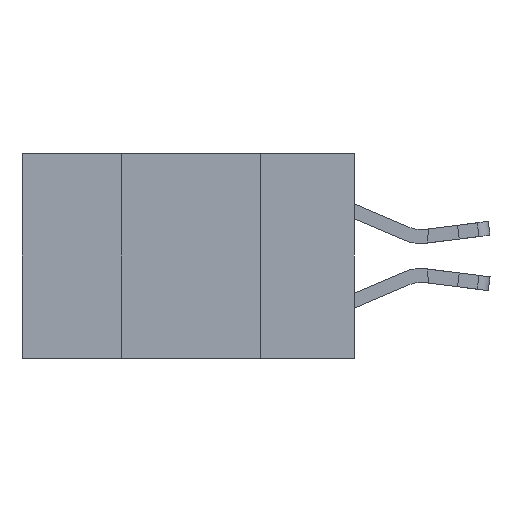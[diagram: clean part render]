
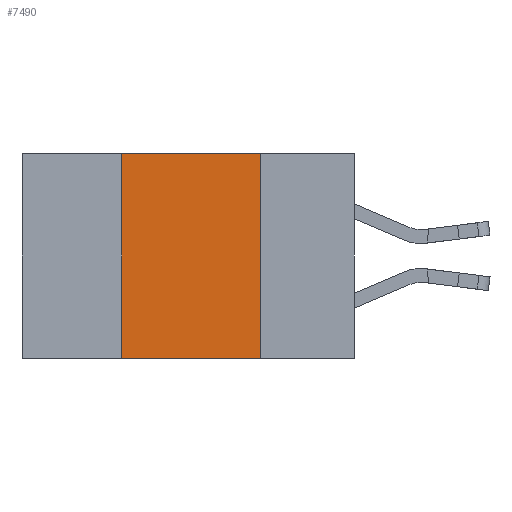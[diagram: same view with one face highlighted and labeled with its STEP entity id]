
A CAD part, left-side view. The second image highlights one B-rep face of the part: STEP entity #7490.
In plain terms, the highlighted planar face has unit normal (-1, 0, 0).
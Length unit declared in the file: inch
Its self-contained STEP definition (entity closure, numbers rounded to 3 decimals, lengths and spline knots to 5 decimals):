
#24 = ORIENTED_EDGE ( 'NONE', *, *, #2484, .F. ) ;
#29 = DIRECTION ( 'NONE',  ( 0., 0., -1. ) ) ;
#128 = LINE ( 'NONE', #7574, #2011 ) ;
#287 = ORIENTED_EDGE ( 'NONE', *, *, #4362, .F. ) ;
#952 = DIRECTION ( 'NONE',  ( 0., 0., -1. ) ) ;
#1362 = FACE_OUTER_BOUND ( 'NONE', #1401, .T. ) ;
#1401 = EDGE_LOOP ( 'NONE', ( #24, #287, #10618, #11522 ) ) ;
#2011 = VECTOR ( 'NONE', #2564, 39.37008 ) ;
#2484 = EDGE_CURVE ( 'NONE', #10179, #5935, #5335, .T. ) ;
#2564 = DIRECTION ( 'NONE',  ( 0., -1., 0. ) ) ;
#3057 = CARTESIAN_POINT ( 'NONE',  ( 0., 0.17, -0.37 ) ) ;
#3323 = VECTOR ( 'NONE', #29, 39.37008 ) ;
#3588 = VECTOR ( 'NONE', #3970, 39.37008 ) ;
#3970 = DIRECTION ( 'NONE',  ( 0., 0., 1. ) ) ;
#4129 = VERTEX_POINT ( 'NONE', #5818 ) ;
#4362 = EDGE_CURVE ( 'NONE', #6245, #10179, #128, .T. ) ;
#4560 = DIRECTION ( 'NONE',  ( 0., -1., 0. ) ) ;
#4655 = CARTESIAN_POINT ( 'NONE',  ( 0., 0.6, -0.37 ) ) ;
#5168 = AXIS2_PLACEMENT_3D ( 'NONE', #6191, #11064, #952 ) ;
#5335 = LINE ( 'NONE', #5973, #3323 ) ;
#5818 = CARTESIAN_POINT ( 'NONE',  ( 0., 0.42, -0.37 ) ) ;
#5935 = VERTEX_POINT ( 'NONE', #3057 ) ;
#5973 = CARTESIAN_POINT ( 'NONE',  ( 0., 0.17, 0. ) ) ;
#6191 = CARTESIAN_POINT ( 'NONE',  ( 0., 0.6, 0. ) ) ;
#6245 = VERTEX_POINT ( 'NONE', #6371 ) ;
#6371 = CARTESIAN_POINT ( 'NONE',  ( 0., 0.42, 0. ) ) ;
#7220 = EDGE_CURVE ( 'NONE', #4129, #6245, #8604, .T. ) ;
#7329 = EDGE_CURVE ( 'NONE', #4129, #5935, #13000, .T. ) ;
#7363 = CARTESIAN_POINT ( 'NONE',  ( 0., 0.17, 0. ) ) ;
#7490 = ADVANCED_FACE ( 'NONE', ( #1362 ), #12096, .F. ) ;
#7574 = CARTESIAN_POINT ( 'NONE',  ( 0., 0.6, 0. ) ) ;
#8604 = LINE ( 'NONE', #9977, #3588 ) ;
#9977 = CARTESIAN_POINT ( 'NONE',  ( 0., 0.42, 0. ) ) ;
#10179 = VERTEX_POINT ( 'NONE', #7363 ) ;
#10618 = ORIENTED_EDGE ( 'NONE', *, *, #7220, .F. ) ;
#11064 = DIRECTION ( 'NONE',  ( 1., 0., 0. ) ) ;
#11522 = ORIENTED_EDGE ( 'NONE', *, *, #7329, .T. ) ;
#12096 = PLANE ( 'NONE',  #5168 ) ;
#12210 = VECTOR ( 'NONE', #4560, 39.37008 ) ;
#13000 = LINE ( 'NONE', #4655, #12210 ) ;
